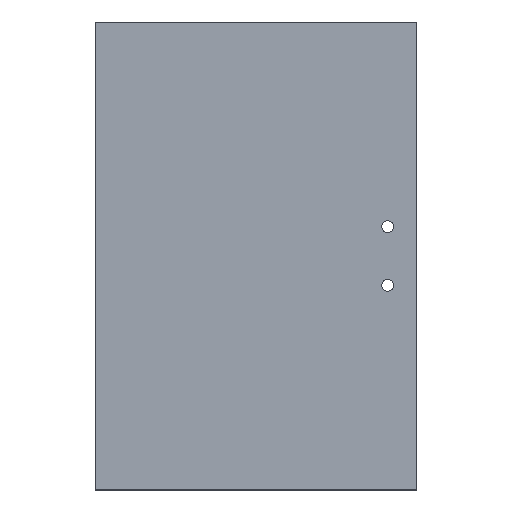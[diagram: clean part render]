
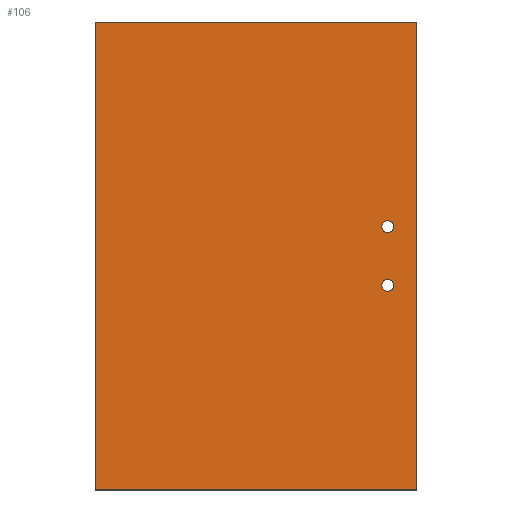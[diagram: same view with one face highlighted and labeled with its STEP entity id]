
A CAD part, top view. The second image highlights one B-rep face of the part: STEP entity #106.
In plain terms, the highlighted planar face has unit normal (0, 0, 1).
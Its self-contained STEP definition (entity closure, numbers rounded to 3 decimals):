
#27=CARTESIAN_POINT('',(0.,0.,3.));
#28=DIRECTION('',(0.,0.,1.));
#29=DIRECTION('',(1.,0.,0.));
#30=AXIS2_PLACEMENT_3D('',#27,#28,#29);
#31=PLANE('',#30);
#32=CARTESIAN_POINT('',(398.,-490.,3.));
#33=VERTEX_POINT('',#32);
#34=CARTESIAN_POINT('',(402.,-490.,3.));
#35=VERTEX_POINT('',#34);
#36=CARTESIAN_POINT('',(400.,-490.,3.));
#37=DIRECTION('',(0.,0.,1.));
#38=DIRECTION('',(1.,0.,-0.));
#39=AXIS2_PLACEMENT_3D('',#36,#37,#38);
#40=CIRCLE('',#39,2.);
#41=EDGE_CURVE('',#33,#35,#40,.T.);
#42=ORIENTED_EDGE('',*,*,#41,.F.);
#43=CARTESIAN_POINT('',(400.,-490.,3.));
#44=DIRECTION('',(0.,0.,1.));
#45=DIRECTION('',(1.,0.,-0.));
#46=AXIS2_PLACEMENT_3D('',#43,#44,#45);
#47=CIRCLE('',#46,2.);
#48=EDGE_CURVE('',#35,#33,#47,.T.);
#49=ORIENTED_EDGE('',*,*,#48,.F.);
#50=EDGE_LOOP('',(#42,#49));
#51=FACE_BOUND('',#50,.T.);
#52=CARTESIAN_POINT('',(398.,-470.,3.));
#53=VERTEX_POINT('',#52);
#54=CARTESIAN_POINT('',(402.,-470.,3.));
#55=VERTEX_POINT('',#54);
#56=CARTESIAN_POINT('',(400.,-470.,3.));
#57=DIRECTION('',(0.,0.,1.));
#58=DIRECTION('',(1.,0.,-0.));
#59=AXIS2_PLACEMENT_3D('',#56,#57,#58);
#60=CIRCLE('',#59,2.);
#61=EDGE_CURVE('',#53,#55,#60,.T.);
#62=ORIENTED_EDGE('',*,*,#61,.F.);
#63=CARTESIAN_POINT('',(400.,-470.,3.));
#64=DIRECTION('',(0.,0.,1.));
#65=DIRECTION('',(1.,0.,-0.));
#66=AXIS2_PLACEMENT_3D('',#63,#64,#65);
#67=CIRCLE('',#66,2.);
#68=EDGE_CURVE('',#55,#53,#67,.T.);
#69=ORIENTED_EDGE('',*,*,#68,.F.);
#70=EDGE_LOOP('',(#62,#69));
#71=FACE_BOUND('',#70,.T.);
#72=CARTESIAN_POINT('',(410.,-560.,3.));
#73=VERTEX_POINT('',#72);
#74=CARTESIAN_POINT('',(300.,-560.,3.));
#75=VERTEX_POINT('',#74);
#76=CARTESIAN_POINT('',(410.,-560.,3.));
#77=DIRECTION('',(-1.,0.,0.));
#78=VECTOR('',#77,110.);
#79=LINE('',#76,#78);
#80=EDGE_CURVE('',#73,#75,#79,.T.);
#81=ORIENTED_EDGE('',*,*,#80,.F.);
#82=CARTESIAN_POINT('',(410.,-400.,3.));
#83=VERTEX_POINT('',#82);
#84=CARTESIAN_POINT('',(410.,-560.,3.));
#85=DIRECTION('',(0.,1.,0.));
#86=VECTOR('',#85,160.);
#87=LINE('',#84,#86);
#88=EDGE_CURVE('',#73,#83,#87,.T.);
#89=ORIENTED_EDGE('',*,*,#88,.T.);
#90=CARTESIAN_POINT('',(300.,-400.,3.));
#91=VERTEX_POINT('',#90);
#92=CARTESIAN_POINT('',(300.,-400.,3.));
#93=DIRECTION('',(1.,0.,-0.));
#94=VECTOR('',#93,110.);
#95=LINE('',#92,#94);
#96=EDGE_CURVE('',#91,#83,#95,.T.);
#97=ORIENTED_EDGE('',*,*,#96,.F.);
#98=CARTESIAN_POINT('',(300.,-560.,3.));
#99=DIRECTION('',(0.,1.,0.));
#100=VECTOR('',#99,160.);
#101=LINE('',#98,#100);
#102=EDGE_CURVE('',#75,#91,#101,.T.);
#103=ORIENTED_EDGE('',*,*,#102,.F.);
#104=EDGE_LOOP('',(#81,#89,#97,#103));
#105=FACE_BOUND('',#104,.T.);
#106=ADVANCED_FACE('',(#51,#71,#105),#31,.T.);
